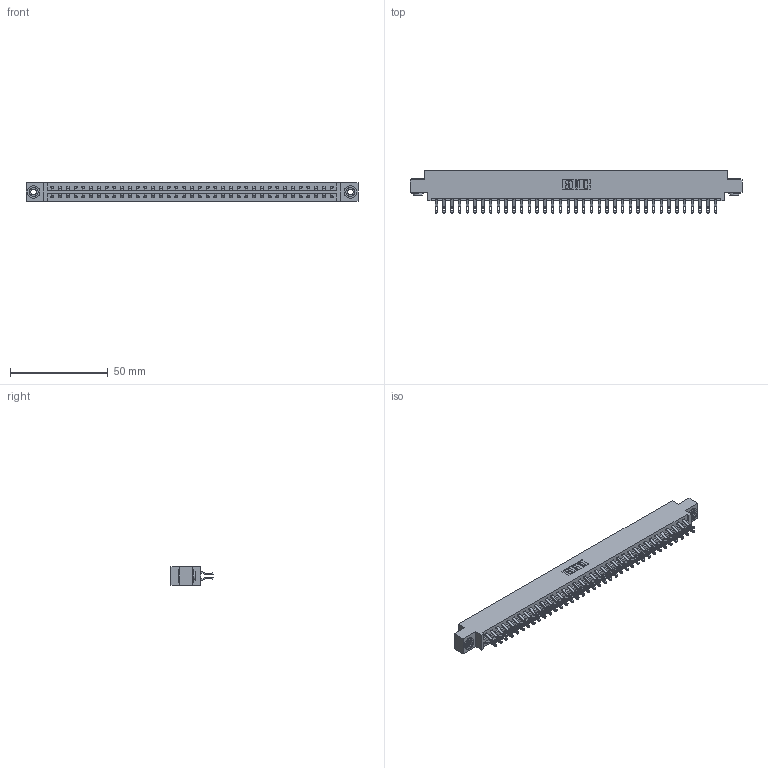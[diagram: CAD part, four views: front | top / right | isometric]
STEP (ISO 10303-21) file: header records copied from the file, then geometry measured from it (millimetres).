
FILE_DESCRIPTION (( 'STEP AP203' ), '1' );
FILE_NAME ('337-074-555-803.STEP', '2018-08-11T18:05:37', ( '' ), ( '' ), 'SwSTEP 2.0', 'SolidWorks 2016', '' );
FILE_SCHEMA (( 'CONFIG_CONTROL_DESIGN' ));
Length unit declared in the file: inch
Products named in the file (4): 345-292-001_555 Tail; 345-250-002_345-250-002-102; 337-074-555-803; 337 Part_0.170 Offset - 0.156 Dia-TH
Assembly tree (77 placements, depth 2):
  337-074-555-803
    337 Part_0.170 Offset - 0.156 Dia-TH
    345-292-001_555 Tail  x74
    345-250-002_345-250-002-102  x2
Bounding box: 169.62 x 21.47 x 9.4 mm (x, y, z)
Volume: 17926 mm3; surface area: 21357.9 mm2
Topology: 77 solids, 77 shells, 4596 faces, 14385 edges, 9586 vertices
Faces by surface type: plane 2748, cylinder 1840, cone 8
Entity records: 30442 total; most frequent: CARTESIAN_POINT 5143, ORIENTED_EDGE 5042, DIRECTION 4387, EDGE_CURVE 2521, LINE 2349, VECTOR 2349, VERTEX_POINT 1678, AXIS2_PLACEMENT_3D 1019
